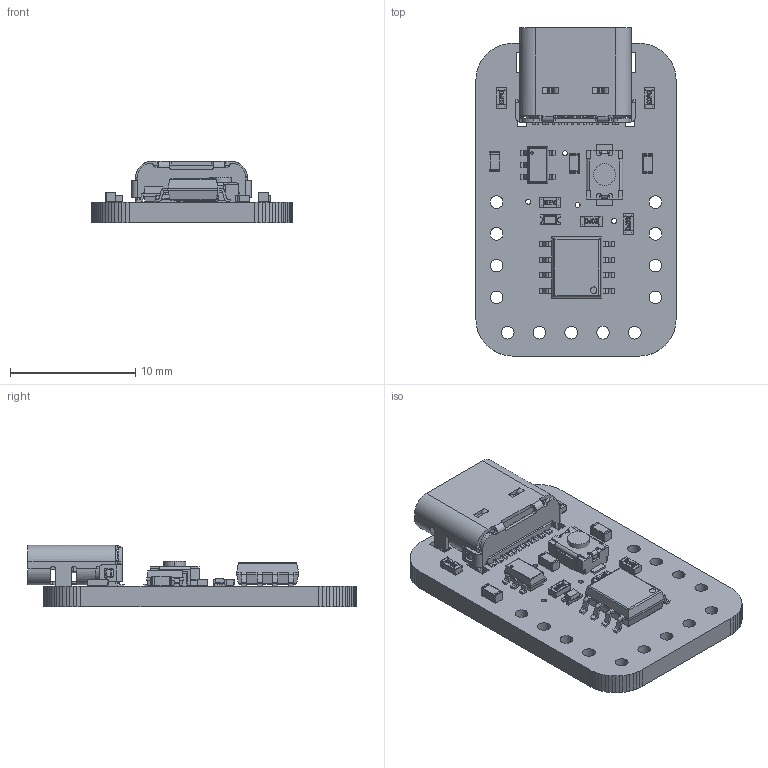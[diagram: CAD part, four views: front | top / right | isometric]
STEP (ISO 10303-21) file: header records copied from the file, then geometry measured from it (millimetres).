
FILE_DESCRIPTION(('PCB Model'),'2;1');
FILE_NAME('7SEMI STM32C011J.STEP','2024-03-02T22:12:16',( 'pritesh'),('Unspecified'),'Open CASCADE STEP processor 6.8', 'Proteus','Unknown');
FILE_SCHEMA(('AUTOMOTIVE_DESIGN { 1 0 10303 214 1 1 1 1 }'));
Length unit declared in the file: millimetre
Products named in the file (84): Open CASCADE STEP translator 6.8 1; Layer_1; U1; Open CASCADE STEP translator 6.8 1.2.1; Body_1; J4; Open CASCADE STEP translator 6.8 1.3.1; SOLID; R10; Open CASCADE STEP translator 6.8 1.4.1; =>[0:1:1:3]; =>[0:1:1:4]; =>[0:1:1:5]; =>[0:1:1:6]; R12; Open CASCADE STEP translator 6.8 1.5.1; U6; Open CASCADE STEP translator 6.8 1.6.1; =>[0:1:1:2]; SW1; Open CASCADE STEP translator 6.8 1.7.1; C17; Open CASCADE STEP translator 6.8 1.8.1; Part_3; Part_2; Part_1; C39; Open CASCADE STEP translator 6.8 1.9.1; C19; Open CASCADE STEP translator 6.8 1.10.1; R20; Open CASCADE STEP translator 6.8 1.11.1; D1; Open CASCADE STEP translator 6.8 1.12.1; SHELL; R1; Open CASCADE STEP translator 6.8 1.13.1; R2; Open CASCADE STEP translator 6.8 1.14.1
Assembly tree (93 placements, depth 6):
  Open CASCADE STEP translator 6.8 1
    Layer_1
    U1
      Open CASCADE STEP translator 6.8 1.2.1
        Body_1
    J4
      Open CASCADE STEP translator 6.8 1.3.1
        Body_1
          (unnamed)
          (unnamed)
            SOLID
            SOLID
            SOLID
            SOLID
            SOLID
            SOLID
            SOLID
            SOLID
            SOLID
            SOLID
            SOLID
            SOLID
            SOLID
            SOLID
            SOLID
            SOLID
            SOLID
            SOLID
            SOLID
            SOLID
          (unnamed)
    R10
      Open CASCADE STEP translator 6.8 1.4.1
        Body_1
          =>[0:1:1:3]
          =>[0:1:1:4]
          =>[0:1:1:5]
          =>[0:1:1:6]
    R12
      Open CASCADE STEP translator 6.8 1.5.1
        Body_1
          =>[0:1:1:3]
          =>[0:1:1:4]
          =>[0:1:1:5]
          =>[0:1:1:6]
    U6
      Open CASCADE STEP translator 6.8 1.6.1
        Body_1
          =>[0:1:1:2]
          =>[0:1:1:3]
            SOLID
            SOLID
            SOLID
          =>[0:1:1:4]
            SOLID
            SOLID
    SW1
      Open CASCADE STEP translator 6.8 1.7.1
        Body_1
          =>[0:1:1:3]
Bounding box: 16 x 26.23 x 4.89 mm (x, y, z)
Volume: 795.8 mm3; surface area: 1975.9 mm2
Topology: 67 solids, 80 shells, 3176 faces, 8652 edges, 5630 vertices
Faces by surface type: plane 2160, cylinder 745, bspline 212, cone 35, sphere 24
Entity records: 96262 total; most frequent: CARTESIAN_POINT 20970, ORIENTED_EDGE 14974, DIRECTION 13205, EDGE_CURVE 7488, LINE 5627, VECTOR 5627, VERTEX_POINT 4886, AXIS2_PLACEMENT_3D 3789
